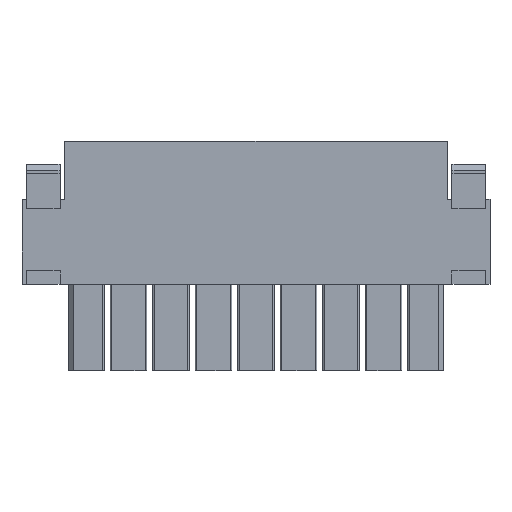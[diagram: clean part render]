
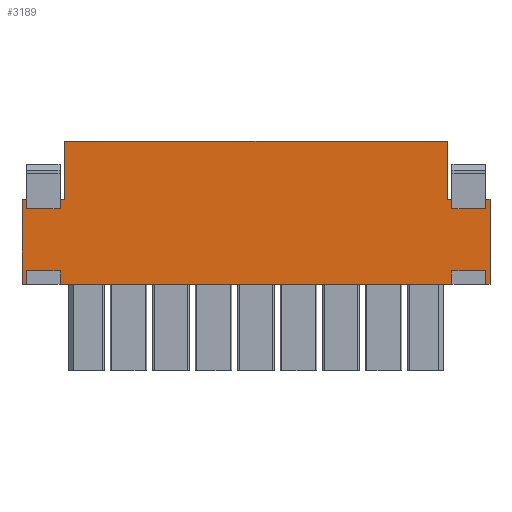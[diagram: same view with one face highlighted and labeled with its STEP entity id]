
A CAD part, front view. The second image highlights one B-rep face of the part: STEP entity #3189.
In plain terms, the highlighted planar face has unit normal (0, -1, 0).
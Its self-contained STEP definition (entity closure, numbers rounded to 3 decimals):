
#3027=AXIS2_PLACEMENT_3D('Plane Axis2P3D',#3024,#3025,#3026) ;
#80=CARTESIAN_POINT('Vertex',(76.985,0.,15.5)) ;
#83=CARTESIAN_POINT('Line Origine',(41.91,0.,15.5)) ;
#87=CARTESIAN_POINT('Vertex',(6.835,0.,15.5)) ;
#1804=CARTESIAN_POINT('Line Origine',(6.835,0.,16.7)) ;
#1808=CARTESIAN_POINT('Vertex',(6.835,0.,17.9)) ;
#1829=CARTESIAN_POINT('Vertex',(6.835,0.,29.)) ;
#1832=CARTESIAN_POINT('Line Origine',(6.835,0.,29.85)) ;
#1836=CARTESIAN_POINT('Vertex',(6.835,0.,30.7)) ;
#2814=CARTESIAN_POINT('Vertex',(7.62,0.,41.15)) ;
#2817=CARTESIAN_POINT('Line Origine',(41.91,0.,41.15)) ;
#2821=CARTESIAN_POINT('Vertex',(76.2,0.,41.15)) ;
#3024=CARTESIAN_POINT('Axis2P3D Location',(7.62,0.,15.5)) ;
#3029=CARTESIAN_POINT('Line Origine',(7.62,0.,35.925)) ;
#3033=CARTESIAN_POINT('Vertex',(7.62,0.,30.7)) ;
#3036=CARTESIAN_POINT('Line Origine',(7.228,0.,30.7)) ;
#3041=CARTESIAN_POINT('Line Origine',(3.81,0.,29.)) ;
#3045=CARTESIAN_POINT('Vertex',(0.785,0.,29.)) ;
#3048=CARTESIAN_POINT('Line Origine',(0.785,0.,29.85)) ;
#3052=CARTESIAN_POINT('Vertex',(0.785,0.,30.7)) ;
#3055=CARTESIAN_POINT('Line Origine',(0.393,0.,30.7)) ;
#3059=CARTESIAN_POINT('Vertex',(0.,0.,30.7)) ;
#3062=CARTESIAN_POINT('Line Origine',(0.,0.,23.1)) ;
#3066=CARTESIAN_POINT('Vertex',(0.,0.,15.5)) ;
#3069=CARTESIAN_POINT('Line Origine',(0.393,0.,15.5)) ;
#3073=CARTESIAN_POINT('Vertex',(0.785,0.,15.5)) ;
#3076=CARTESIAN_POINT('Line Origine',(0.785,0.,16.7)) ;
#3080=CARTESIAN_POINT('Vertex',(0.785,0.,17.9)) ;
#3083=CARTESIAN_POINT('Line Origine',(3.81,0.,17.9)) ;
#3088=CARTESIAN_POINT('Line Origine',(76.985,0.,16.7)) ;
#3092=CARTESIAN_POINT('Vertex',(76.985,0.,17.9)) ;
#3095=CARTESIAN_POINT('Line Origine',(80.01,0.,17.9)) ;
#3099=CARTESIAN_POINT('Vertex',(83.035,0.,17.9)) ;
#3102=CARTESIAN_POINT('Line Origine',(83.035,0.,16.7)) ;
#3106=CARTESIAN_POINT('Vertex',(83.035,0.,15.5)) ;
#3109=CARTESIAN_POINT('Line Origine',(83.428,0.,15.5)) ;
#3113=CARTESIAN_POINT('Vertex',(83.82,0.,15.5)) ;
#3116=CARTESIAN_POINT('Line Origine',(83.82,0.,23.1)) ;
#3120=CARTESIAN_POINT('Vertex',(83.82,0.,30.7)) ;
#3123=CARTESIAN_POINT('Line Origine',(83.428,0.,30.7)) ;
#3127=CARTESIAN_POINT('Vertex',(83.035,0.,30.7)) ;
#3130=CARTESIAN_POINT('Line Origine',(83.035,0.,29.85)) ;
#3134=CARTESIAN_POINT('Vertex',(83.035,0.,29.)) ;
#3137=CARTESIAN_POINT('Line Origine',(80.01,0.,29.)) ;
#3141=CARTESIAN_POINT('Vertex',(76.985,0.,29.)) ;
#3144=CARTESIAN_POINT('Line Origine',(76.985,0.,29.85)) ;
#3148=CARTESIAN_POINT('Vertex',(76.985,0.,30.7)) ;
#3151=CARTESIAN_POINT('Line Origine',(76.593,0.,30.7)) ;
#3155=CARTESIAN_POINT('Vertex',(76.2,0.,30.7)) ;
#3158=CARTESIAN_POINT('Line Origine',(76.2,0.,35.925)) ;
#84=DIRECTION('Vector Direction',(1.,0.,0.)) ;
#1805=DIRECTION('Vector Direction',(0.,0.,1.)) ;
#1833=DIRECTION('Vector Direction',(0.,0.,1.)) ;
#2818=DIRECTION('Vector Direction',(1.,0.,0.)) ;
#3025=DIRECTION('Axis2P3D Direction',(0.,1.,0.)) ;
#3026=DIRECTION('Axis2P3D XDirection',(0.,0.,1.)) ;
#3030=DIRECTION('Vector Direction',(0.,0.,-1.)) ;
#3037=DIRECTION('Vector Direction',(-1.,0.,0.)) ;
#3042=DIRECTION('Vector Direction',(1.,0.,0.)) ;
#3049=DIRECTION('Vector Direction',(0.,0.,-1.)) ;
#3056=DIRECTION('Vector Direction',(1.,0.,0.)) ;
#3063=DIRECTION('Vector Direction',(0.,0.,-1.)) ;
#3070=DIRECTION('Vector Direction',(1.,0.,0.)) ;
#3077=DIRECTION('Vector Direction',(0.,0.,-1.)) ;
#3084=DIRECTION('Vector Direction',(1.,0.,0.)) ;
#3089=DIRECTION('Vector Direction',(0.,0.,1.)) ;
#3096=DIRECTION('Vector Direction',(1.,0.,0.)) ;
#3103=DIRECTION('Vector Direction',(0.,0.,-1.)) ;
#3110=DIRECTION('Vector Direction',(1.,0.,0.)) ;
#3117=DIRECTION('Vector Direction',(0.,0.,-1.)) ;
#3124=DIRECTION('Vector Direction',(1.,0.,0.)) ;
#3131=DIRECTION('Vector Direction',(0.,0.,-1.)) ;
#3138=DIRECTION('Vector Direction',(1.,0.,0.)) ;
#3145=DIRECTION('Vector Direction',(0.,0.,1.)) ;
#3152=DIRECTION('Vector Direction',(1.,0.,0.)) ;
#3159=DIRECTION('Vector Direction',(0.,0.,-1.)) ;
#85=VECTOR('Line Direction',#84,1.) ;
#1806=VECTOR('Line Direction',#1805,1.) ;
#1834=VECTOR('Line Direction',#1833,1.) ;
#2819=VECTOR('Line Direction',#2818,1.) ;
#3031=VECTOR('Line Direction',#3030,1.) ;
#3038=VECTOR('Line Direction',#3037,1.) ;
#3043=VECTOR('Line Direction',#3042,1.) ;
#3050=VECTOR('Line Direction',#3049,1.) ;
#3057=VECTOR('Line Direction',#3056,1.) ;
#3064=VECTOR('Line Direction',#3063,1.) ;
#3071=VECTOR('Line Direction',#3070,1.) ;
#3078=VECTOR('Line Direction',#3077,1.) ;
#3085=VECTOR('Line Direction',#3084,1.) ;
#3090=VECTOR('Line Direction',#3089,1.) ;
#3097=VECTOR('Line Direction',#3096,1.) ;
#3104=VECTOR('Line Direction',#3103,1.) ;
#3111=VECTOR('Line Direction',#3110,1.) ;
#3118=VECTOR('Line Direction',#3117,1.) ;
#3125=VECTOR('Line Direction',#3124,1.) ;
#3132=VECTOR('Line Direction',#3131,1.) ;
#3139=VECTOR('Line Direction',#3138,1.) ;
#3146=VECTOR('Line Direction',#3145,1.) ;
#3153=VECTOR('Line Direction',#3152,1.) ;
#3160=VECTOR('Line Direction',#3159,1.) ;
#3164=ORIENTED_EDGE('',*,*,#3035,.F.) ;
#3165=ORIENTED_EDGE('',*,*,#3040,.T.) ;
#3166=ORIENTED_EDGE('',*,*,#1838,.F.) ;
#3167=ORIENTED_EDGE('',*,*,#3047,.T.) ;
#3168=ORIENTED_EDGE('',*,*,#3054,.T.) ;
#3169=ORIENTED_EDGE('',*,*,#3061,.F.) ;
#3170=ORIENTED_EDGE('',*,*,#3068,.F.) ;
#3171=ORIENTED_EDGE('',*,*,#3075,.T.) ;
#3172=ORIENTED_EDGE('',*,*,#3082,.T.) ;
#3173=ORIENTED_EDGE('',*,*,#3087,.T.) ;
#3174=ORIENTED_EDGE('',*,*,#1810,.F.) ;
#3175=ORIENTED_EDGE('',*,*,#89,.T.) ;
#3176=ORIENTED_EDGE('',*,*,#3094,.T.) ;
#3177=ORIENTED_EDGE('',*,*,#3101,.F.) ;
#3178=ORIENTED_EDGE('',*,*,#3108,.F.) ;
#3179=ORIENTED_EDGE('',*,*,#3115,.F.) ;
#3180=ORIENTED_EDGE('',*,*,#3122,.T.) ;
#3181=ORIENTED_EDGE('',*,*,#3129,.T.) ;
#3182=ORIENTED_EDGE('',*,*,#3136,.F.) ;
#3183=ORIENTED_EDGE('',*,*,#3143,.F.) ;
#3184=ORIENTED_EDGE('',*,*,#3150,.T.) ;
#3185=ORIENTED_EDGE('',*,*,#3157,.F.) ;
#3186=ORIENTED_EDGE('',*,*,#3162,.T.) ;
#3187=ORIENTED_EDGE('',*,*,#2823,.F.) ;
#3189=ADVANCED_FACE('HOUSING',(#3188),#3028,.F.) ;
#89=EDGE_CURVE('',#88,#81,#86,.T.) ;
#1810=EDGE_CURVE('',#88,#1809,#1807,.T.) ;
#1838=EDGE_CURVE('',#1830,#1837,#1835,.T.) ;
#2823=EDGE_CURVE('',#2815,#2822,#2820,.T.) ;
#3035=EDGE_CURVE('',#3034,#2815,#3032,.F.) ;
#3040=EDGE_CURVE('',#3034,#1837,#3039,.T.) ;
#3047=EDGE_CURVE('',#1830,#3046,#3044,.F.) ;
#3054=EDGE_CURVE('',#3046,#3053,#3051,.F.) ;
#3061=EDGE_CURVE('',#3060,#3053,#3058,.T.) ;
#3068=EDGE_CURVE('',#3067,#3060,#3065,.F.) ;
#3075=EDGE_CURVE('',#3067,#3074,#3072,.T.) ;
#3082=EDGE_CURVE('',#3074,#3081,#3079,.F.) ;
#3087=EDGE_CURVE('',#3081,#1809,#3086,.T.) ;
#3094=EDGE_CURVE('',#81,#3093,#3091,.T.) ;
#3101=EDGE_CURVE('',#3100,#3093,#3098,.F.) ;
#3108=EDGE_CURVE('',#3107,#3100,#3105,.F.) ;
#3115=EDGE_CURVE('',#3114,#3107,#3112,.F.) ;
#3122=EDGE_CURVE('',#3114,#3121,#3119,.F.) ;
#3129=EDGE_CURVE('',#3121,#3128,#3126,.F.) ;
#3136=EDGE_CURVE('',#3135,#3128,#3133,.F.) ;
#3143=EDGE_CURVE('',#3142,#3135,#3140,.T.) ;
#3150=EDGE_CURVE('',#3142,#3149,#3147,.T.) ;
#3157=EDGE_CURVE('',#3156,#3149,#3154,.T.) ;
#3162=EDGE_CURVE('',#3156,#2822,#3161,.F.) ;
#3163=EDGE_LOOP('',(#3164,#3165,#3166,#3167,#3168,#3169,#3170,#3171,#3172,#3173,#3174,#3175,#3176,#3177,#3178,#3179,#3180,#3181,#3182,#3183,#3184,#3185,#3186,#3187)) ;
#3188=FACE_OUTER_BOUND('',#3163,.T.) ;
#86=LINE('Line',#83,#85) ;
#1807=LINE('Line',#1804,#1806) ;
#1835=LINE('Line',#1832,#1834) ;
#2820=LINE('Line',#2817,#2819) ;
#3032=LINE('Line',#3029,#3031) ;
#3039=LINE('Line',#3036,#3038) ;
#3044=LINE('Line',#3041,#3043) ;
#3051=LINE('Line',#3048,#3050) ;
#3058=LINE('Line',#3055,#3057) ;
#3065=LINE('Line',#3062,#3064) ;
#3072=LINE('Line',#3069,#3071) ;
#3079=LINE('Line',#3076,#3078) ;
#3086=LINE('Line',#3083,#3085) ;
#3091=LINE('Line',#3088,#3090) ;
#3098=LINE('Line',#3095,#3097) ;
#3105=LINE('Line',#3102,#3104) ;
#3112=LINE('Line',#3109,#3111) ;
#3119=LINE('Line',#3116,#3118) ;
#3126=LINE('Line',#3123,#3125) ;
#3133=LINE('Line',#3130,#3132) ;
#3140=LINE('Line',#3137,#3139) ;
#3147=LINE('Line',#3144,#3146) ;
#3154=LINE('Line',#3151,#3153) ;
#3161=LINE('Line',#3158,#3160) ;
#3028=PLANE('',#3027) ;
#81=VERTEX_POINT('',#80) ;
#88=VERTEX_POINT('',#87) ;
#1809=VERTEX_POINT('',#1808) ;
#1830=VERTEX_POINT('',#1829) ;
#1837=VERTEX_POINT('',#1836) ;
#2815=VERTEX_POINT('',#2814) ;
#2822=VERTEX_POINT('',#2821) ;
#3034=VERTEX_POINT('',#3033) ;
#3046=VERTEX_POINT('',#3045) ;
#3053=VERTEX_POINT('',#3052) ;
#3060=VERTEX_POINT('',#3059) ;
#3067=VERTEX_POINT('',#3066) ;
#3074=VERTEX_POINT('',#3073) ;
#3081=VERTEX_POINT('',#3080) ;
#3093=VERTEX_POINT('',#3092) ;
#3100=VERTEX_POINT('',#3099) ;
#3107=VERTEX_POINT('',#3106) ;
#3114=VERTEX_POINT('',#3113) ;
#3121=VERTEX_POINT('',#3120) ;
#3128=VERTEX_POINT('',#3127) ;
#3135=VERTEX_POINT('',#3134) ;
#3142=VERTEX_POINT('',#3141) ;
#3149=VERTEX_POINT('',#3148) ;
#3156=VERTEX_POINT('',#3155) ;
